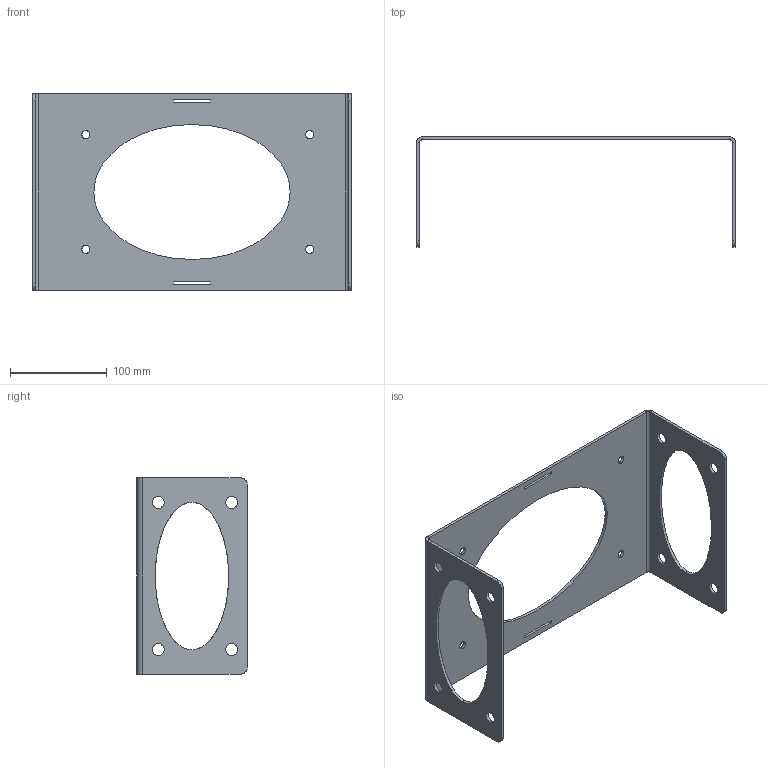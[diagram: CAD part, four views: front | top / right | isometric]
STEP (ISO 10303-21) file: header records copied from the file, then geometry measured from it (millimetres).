
FILE_DESCRIPTION (( 'STEP AP203' ), '1' );
FILE_NAME ('2234055073_Default_sldprt.STEP', '2023-01-20T01:27:54', ( '' ), ( '' ), 'SwSTEP 2.0', 'SolidWorks 2022', '' );
FILE_SCHEMA (( 'CONFIG_CONTROL_DESIGN' ));
Length unit declared in the file: inch
Products named in the file (1): 2234055073_Default_sldprt
Bounding box: 330.2 x 114.3 x 203.2 mm (x, y, z)
Volume: 211340.9 mm3; surface area: 149330.8 mm2
Topology: 1 solids, 1 shells, 64 faces, 170 edges, 108 vertices
Faces by surface type: cylinder 32, plane 26, bspline 6
Entity records: 2155 total; most frequent: CARTESIAN_POINT 421, ORIENTED_EDGE 340, DIRECTION 340, EDGE_CURVE 170, AXIS2_PLACEMENT_3D 123, VERTEX_POINT 108, EDGE_LOOP 98, VECTOR 94
